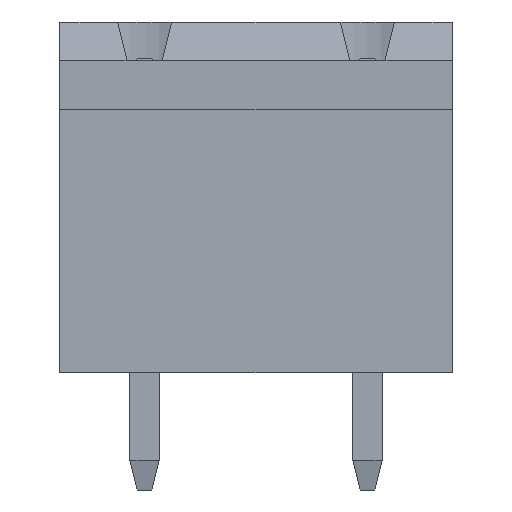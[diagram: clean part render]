
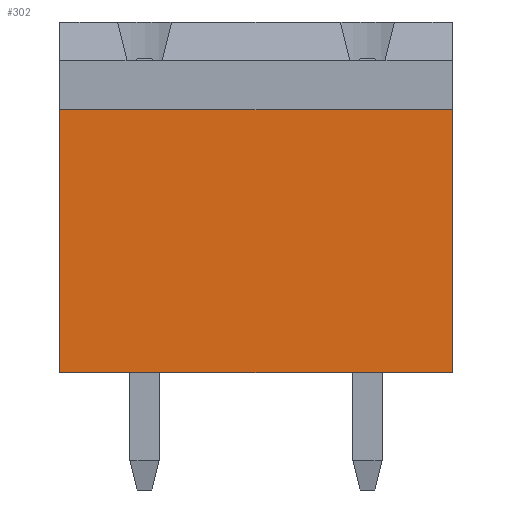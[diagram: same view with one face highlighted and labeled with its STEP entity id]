
A CAD part, front view. The second image highlights one B-rep face of the part: STEP entity #302.
In plain terms, the highlighted planar face has unit normal (0, -1, 0).
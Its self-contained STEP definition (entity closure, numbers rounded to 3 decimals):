
#302 = ADVANCED_FACE( '', ( #605 ), #606, .T. );
#605 = FACE_OUTER_BOUND( '', #918, .T. );
#606 = PLANE( '', #919 );
#918 = EDGE_LOOP( '', ( #1647, #1648, #1649, #1650 ) );
#919 = AXIS2_PLACEMENT_3D( '', #1651, #1652, #1653 );
#1647 = ORIENTED_EDGE( '', *, *, #2148, .F. );
#1648 = ORIENTED_EDGE( '', *, *, #2135, .F. );
#1649 = ORIENTED_EDGE( '', *, *, #2047, .T. );
#1650 = ORIENTED_EDGE( '', *, *, #2068, .T. );
#1651 = CARTESIAN_POINT( '', ( 6.71, -4.05, -6. ) );
#1652 = DIRECTION( '', ( 0., -1., 0. ) );
#1653 = DIRECTION( '', ( 0., 0., -1. ) );
#2047 = EDGE_CURVE( '', #2493, #2491, #2494, .T. );
#2068 = EDGE_CURVE( '', #2491, #2523, #2525, .T. );
#2135 = EDGE_CURVE( '', #2493, #2626, #2627, .T. );
#2148 = EDGE_CURVE( '', #2626, #2523, #2648, .T. );
#2491 = VERTEX_POINT( '', #3111 );
#2493 = VERTEX_POINT( '', #3114 );
#2494 = LINE( '', #3115, #3116 );
#2523 = VERTEX_POINT( '', #3159 );
#2525 = LINE( '', #3162, #3163 );
#2626 = VERTEX_POINT( '', #3313 );
#2627 = LINE( '', #3314, #3315 );
#2648 = LINE( '', #3347, #3348 );
#3111 = CARTESIAN_POINT( '', ( 6.71, -4.05, 3. ) );
#3114 = CARTESIAN_POINT( '', ( 6.71, -4.05, -6. ) );
#3115 = CARTESIAN_POINT( '', ( 6.71, -4.05, -6. ) );
#3116 = VECTOR( '', #3703, 1000. );
#3159 = CARTESIAN_POINT( '', ( -6.71, -4.05, 3. ) );
#3162 = CARTESIAN_POINT( '', ( 6.71, -4.05, 3. ) );
#3163 = VECTOR( '', #3719, 1000. );
#3313 = CARTESIAN_POINT( '', ( -6.71, -4.05, -6. ) );
#3314 = CARTESIAN_POINT( '', ( 6.71, -4.05, -6. ) );
#3315 = VECTOR( '', #3775, 1000. );
#3347 = CARTESIAN_POINT( '', ( -6.71, -4.05, -6. ) );
#3348 = VECTOR( '', #3787, 1000. );
#3703 = DIRECTION( '', ( 0., 0., 1. ) );
#3719 = DIRECTION( '', ( -1., 0., 0. ) );
#3775 = DIRECTION( '', ( -1., 0., 0. ) );
#3787 = DIRECTION( '', ( 0., 0., 1. ) );
